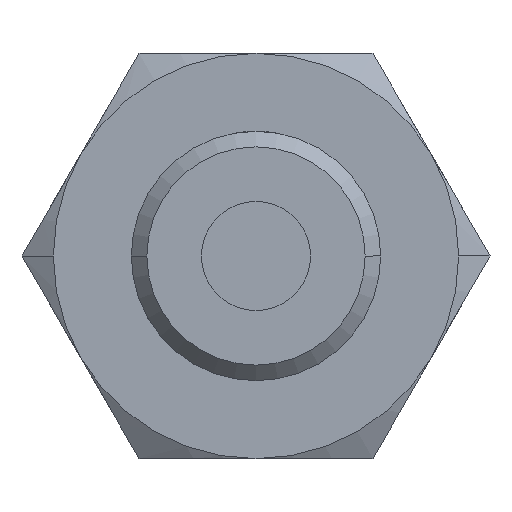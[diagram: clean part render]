
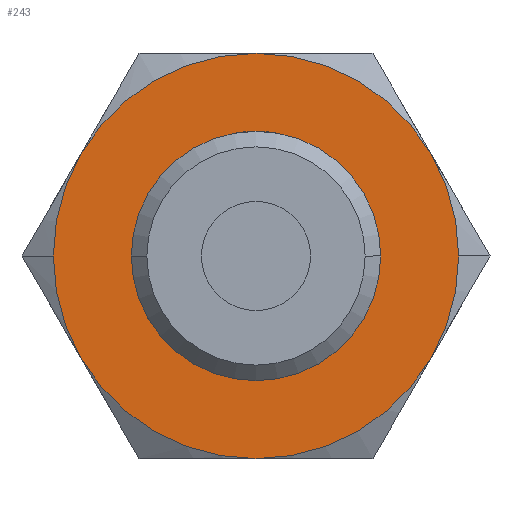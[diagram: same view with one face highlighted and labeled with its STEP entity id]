
A CAD part, front view. The second image highlights one B-rep face of the part: STEP entity #243.
In plain terms, the highlighted planar face has unit normal (0, -1, 0).
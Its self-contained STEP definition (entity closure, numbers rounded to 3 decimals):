
#243=ADVANCED_FACE('',(#400,#401),#402,.T.);
#400=FACE_OUTER_BOUND('',#564,.T.);
#401=FACE_BOUND('',#565,.T.);
#402=PLANE('',#566);
#564=EDGE_LOOP('',(#1083,#1084,#1085,#1086,#1087,#1088,#1089,#1090));
#565=EDGE_LOOP('',(#1091,#1092));
#566=AXIS2_PLACEMENT_3D('',#1093,#1094,#1095);
#1083=ORIENTED_EDGE('',*,*,#1290,.F.);
#1084=ORIENTED_EDGE('',*,*,#1276,.F.);
#1085=ORIENTED_EDGE('',*,*,#1279,.F.);
#1086=ORIENTED_EDGE('',*,*,#1281,.F.);
#1087=ORIENTED_EDGE('',*,*,#1274,.F.);
#1088=ORIENTED_EDGE('',*,*,#1285,.F.);
#1089=ORIENTED_EDGE('',*,*,#1288,.F.);
#1090=ORIENTED_EDGE('',*,*,#1270,.F.);
#1091=ORIENTED_EDGE('',*,*,#1310,.T.);
#1092=ORIENTED_EDGE('',*,*,#1254,.T.);
#1093=CARTESIAN_POINT('',(5.25,-12.0,0.0));
#1094=DIRECTION('',(0.0,-1.0,0.0));
#1095=DIRECTION('',(-1.0,0.0,0.0));
#1254=EDGE_CURVE('',#1483,#1480,#1484,.T.);
#1270=EDGE_CURVE('',#1510,#1513,#1514,.T.);
#1274=EDGE_CURVE('',#1519,#1517,#1521,.T.);
#1276=EDGE_CURVE('',#1523,#1525,#1526,.T.);
#1279=EDGE_CURVE('',#1529,#1523,#1531,.T.);
#1281=EDGE_CURVE('',#1517,#1529,#1533,.T.);
#1285=EDGE_CURVE('',#1537,#1519,#1539,.T.);
#1288=EDGE_CURVE('',#1513,#1537,#1543,.T.);
#1290=EDGE_CURVE('',#1525,#1510,#1545,.T.);
#1310=EDGE_CURVE('',#1480,#1483,#1573,.T.);
#1480=VERTEX_POINT('',#2069);
#1483=VERTEX_POINT('',#2073);
#1484=CIRCLE('',#2074,4.0);
#1510=VERTEX_POINT('',#2129);
#1513=VERTEX_POINT('',#2133);
#1514=CIRCLE('',#2134,6.5);
#1517=VERTEX_POINT('',#2148);
#1519=VERTEX_POINT('',#2151);
#1521=CIRCLE('',#2164,6.5);
#1523=VERTEX_POINT('',#2166);
#1525=VERTEX_POINT('',#2179);
#1526=CIRCLE('',#2180,6.5);
#1529=VERTEX_POINT('',#2194);
#1531=CIRCLE('',#2207,6.5);
#1533=CIRCLE('',#2220,6.5);
#1537=VERTEX_POINT('',#2246);
#1539=CIRCLE('',#2259,6.5);
#1543=CIRCLE('',#2285,6.5);
#1545=CIRCLE('',#2298,6.5);
#1573=CIRCLE('',#2436,4.0);
#2069=CARTESIAN_POINT('',(4.0,-12.0,0.0));
#2073=CARTESIAN_POINT('',(-4.0,-12.0,0.));
#2074=AXIS2_PLACEMENT_3D('',#2625,#2626,#2627);
#2129=CARTESIAN_POINT('',(6.5,-12.0,0.));
#2133=CARTESIAN_POINT('',(5.629,-12.0,-3.25));
#2134=AXIS2_PLACEMENT_3D('',#2651,#2652,#2653);
#2148=CARTESIAN_POINT('',(-6.5,-12.0,0.));
#2151=CARTESIAN_POINT('',(-5.629,-12.0,-3.25));
#2164=AXIS2_PLACEMENT_3D('',#2655,#2656,#2657);
#2166=CARTESIAN_POINT('',(0.,-12.0,6.5));
#2179=CARTESIAN_POINT('',(5.629,-12.0,3.25));
#2180=AXIS2_PLACEMENT_3D('',#2658,#2659,#2660);
#2194=CARTESIAN_POINT('',(-5.629,-12.0,3.25));
#2207=AXIS2_PLACEMENT_3D('',#2661,#2662,#2663);
#2220=AXIS2_PLACEMENT_3D('',#2664,#2665,#2666);
#2246=CARTESIAN_POINT('',(0.0,-12.0,-6.5));
#2259=AXIS2_PLACEMENT_3D('',#2667,#2668,#2669);
#2285=AXIS2_PLACEMENT_3D('',#2670,#2671,#2672);
#2298=AXIS2_PLACEMENT_3D('',#2673,#2674,#2675);
#2436=AXIS2_PLACEMENT_3D('',#2703,#2704,#2705);
#2625=CARTESIAN_POINT('',(0.0,-12.0,0.0));
#2626=DIRECTION('',(0.0,1.0,0.0));
#2627=DIRECTION('',(1.0,0.0,0.0));
#2651=CARTESIAN_POINT('',(0.0,-12.0,0.0));
#2652=DIRECTION('',(0.0,1.0,0.0));
#2653=DIRECTION('',(1.0,0.0,0.0));
#2655=CARTESIAN_POINT('',(0.0,-12.0,0.0));
#2656=DIRECTION('',(0.0,1.0,0.0));
#2657=DIRECTION('',(1.0,0.0,0.0));
#2658=CARTESIAN_POINT('',(0.0,-12.0,0.0));
#2659=DIRECTION('',(0.0,1.0,0.0));
#2660=DIRECTION('',(1.0,0.0,0.0));
#2661=CARTESIAN_POINT('',(0.0,-12.0,0.0));
#2662=DIRECTION('',(0.0,1.0,0.0));
#2663=DIRECTION('',(1.0,0.0,0.0));
#2664=CARTESIAN_POINT('',(0.0,-12.0,0.0));
#2665=DIRECTION('',(0.0,1.0,0.0));
#2666=DIRECTION('',(1.0,0.0,0.0));
#2667=CARTESIAN_POINT('',(0.0,-12.0,0.0));
#2668=DIRECTION('',(0.0,1.0,0.0));
#2669=DIRECTION('',(1.0,0.0,0.0));
#2670=CARTESIAN_POINT('',(0.0,-12.0,0.0));
#2671=DIRECTION('',(0.0,1.0,0.0));
#2672=DIRECTION('',(1.0,0.0,0.0));
#2673=CARTESIAN_POINT('',(0.0,-12.0,0.0));
#2674=DIRECTION('',(0.0,1.0,0.0));
#2675=DIRECTION('',(1.0,0.0,0.0));
#2703=CARTESIAN_POINT('',(0.0,-12.0,0.0));
#2704=DIRECTION('',(0.0,1.0,0.0));
#2705=DIRECTION('',(1.0,0.0,0.0));
